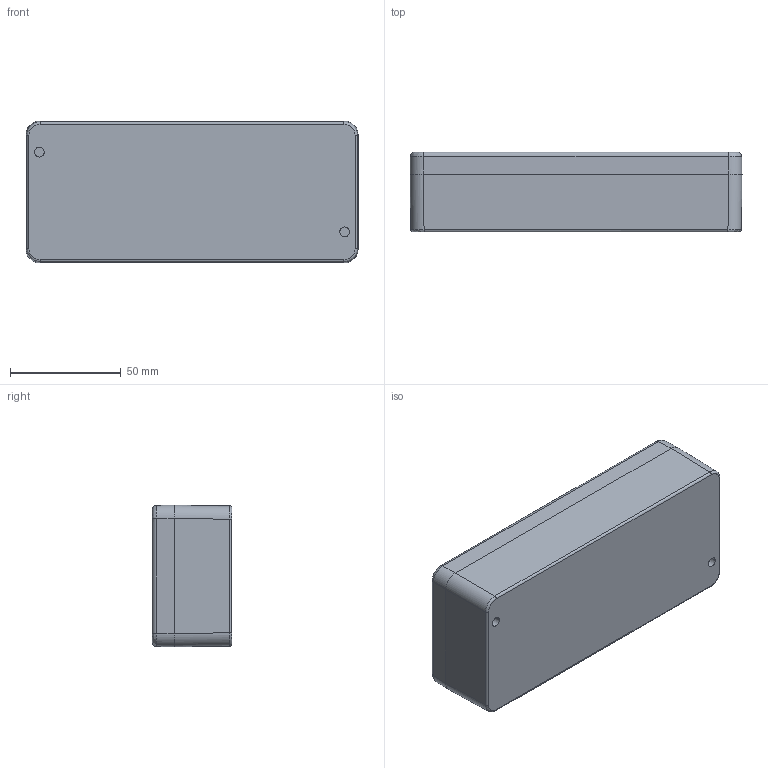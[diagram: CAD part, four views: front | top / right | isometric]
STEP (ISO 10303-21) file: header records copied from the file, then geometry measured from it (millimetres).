
FILE_DESCRIPTION (( 'STEP AP214' ), '1' );
FILE_NAME ('2374-1506-03-50.step', '2023-11-08T10:38:18', ( '' ), ( '' ), 'SwSTEP 2.0', 'SolidWorks 2019', '' );
FILE_SCHEMA (( 'AUTOMOTIVE_DESIGN' ));
Length unit declared in the file: millimetre
Products named in the file (7): SchutzleiteranschlussM3x6; DeckelschraubeM4x15; Deckel^2374-1506-03-50; 2374-1506-03-50; SchutzleiteranschlussM4x8; Unterteil^2374-1506-03-50
Assembly tree (10 placements, depth 3):
  2374-1506-03-50
    2374-1506-03-50
      Unterteil^2374-1506-03-50
      SchutzleiteranschlussM4x8  x2
      Deckel^2374-1506-03-50
      SchutzleiteranschlussM3x6
      DeckelschraubeM4x15  x4
Bounding box: 150 x 36 x 64 mm (x, y, z)
Volume: 117948.7 mm3; surface area: 72118.2 mm2
Topology: 20 solids, 20 shells, 741 faces, 1945 edges, 1237 vertices
Faces by surface type: plane 327, cylinder 229, cone 141, bspline 22, torus 22
Entity records: 18223 total; most frequent: CARTESIAN_POINT 6580, ORIENTED_EDGE 2444, DIRECTION 2221, EDGE_CURVE 1222, AXIS2_PLACEMENT_3D 847, VERTEX_POINT 788, LINE 527, VECTOR 527
